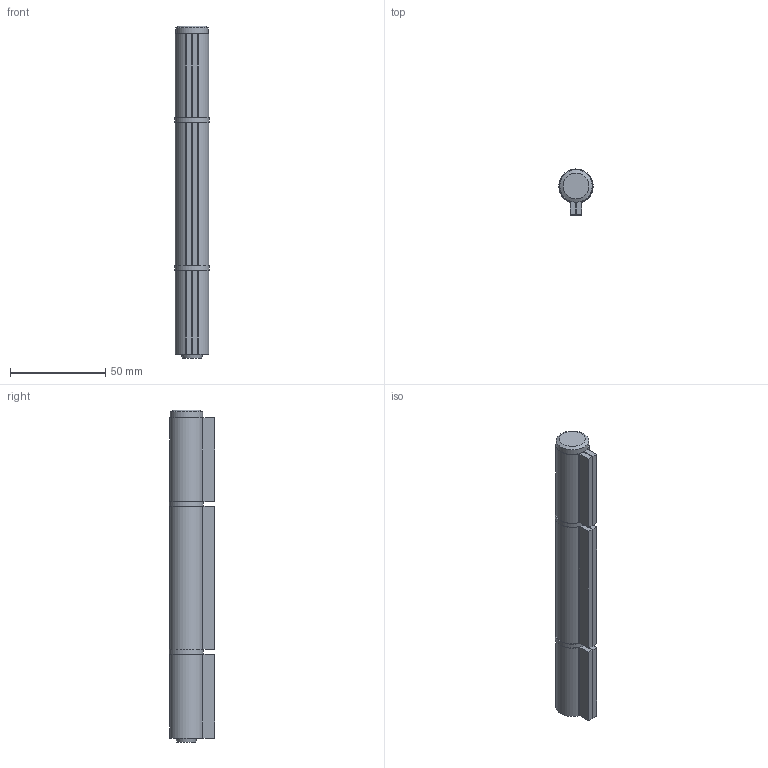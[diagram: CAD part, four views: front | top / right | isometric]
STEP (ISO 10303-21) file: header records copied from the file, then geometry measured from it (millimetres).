
FILE_DESCRIPTION(/* description */ ('CERNIERA 415-170'),/* implementation_level */ '2;1');
FILE_NAME(/* name */ '11605517.stp',/* time_stamp */ '2023-02-27T14:33:46+01:00',/* author */ ('gcocco'),/* organization */ (''),/* preprocessor_version */ 'ST-DEVELOPER v17.2',/* originating_system */ 'Autodesk Inventor 2019',/* authorisation */ '');
FILE_SCHEMA (('AUTOMOTIVE_DESIGN { 1 0 10303 214 3 1 1 }'));
Length unit declared in the file: millimetre
Products named in the file (5): 11605517 ; 21000809  001; 28303015  001; 28303016  001; 23000109
Assembly tree (6 placements, depth 2):
  11605517 
    23000109  x2
    21000809  001
    28303015  001  x2
    28303016  001
Bounding box: 18 x 23.95 x 174 mm (x, y, z)
Volume: 46107.5 mm3; surface area: 32117.5 mm2
Topology: 6 solids, 7 shells, 539 faces, 1416 edges, 945 vertices
Faces by surface type: plane 421, cylinder 91, bspline 24, cone 2, torus 1
Full cylindrical faces by diameter (mm): 11.7 x1, 12 x2, 17 x1, 18 x2
Entity records: 12035 total; most frequent: CARTESIAN_POINT 2721, DIRECTION 1920, ORIENTED_EDGE 1892, EDGE_CURVE 948, AXIS2_PLACEMENT_3D 664, VERTEX_POINT 633, LINE 592, VECTOR 592
